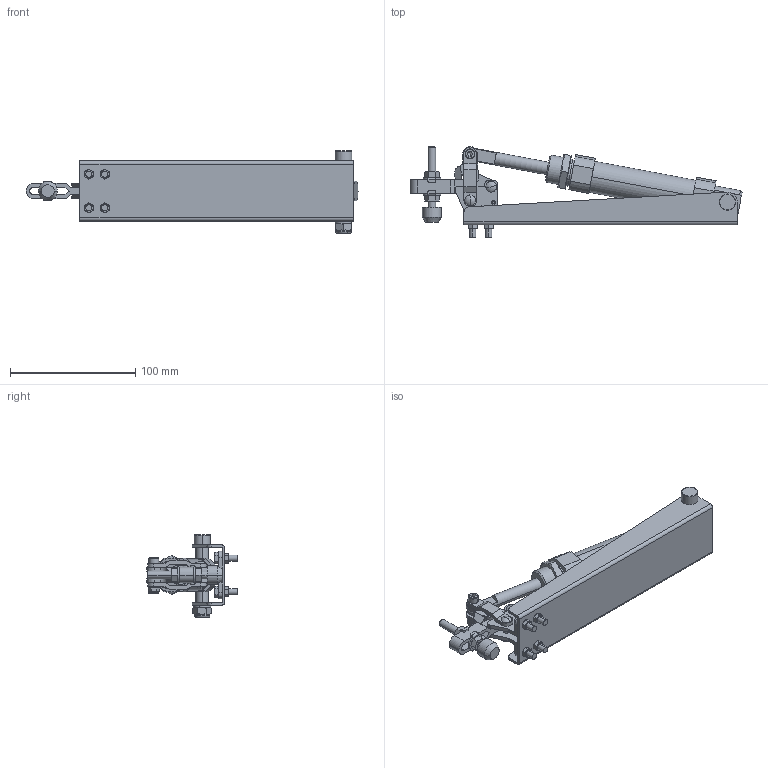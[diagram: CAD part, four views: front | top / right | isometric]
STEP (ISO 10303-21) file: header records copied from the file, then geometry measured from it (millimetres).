
FILE_DESCRIPTION (( 'STEP AP214' ), '1' );
FILE_NAME ('GH-11500-A(Â²¤Æ).STEP', '2020-07-27T02:43:04', ( 'LinWei' ), ( '' ), 'SwSTEP 2.0', 'SolidWorks 2016', '' );
FILE_SCHEMA (( 'AUTOMOTIVE_DESIGN' ));
Length unit declared in the file: millimetre
Products named in the file (8): SDA serial cylinder A_SDA 25×50-1^GH-11500-A(簡化); 111502B08-1^GH-11500-A(簡化); Group7^GH-11500-A(簡化); Group5^GH-11500-A(簡化); Group4^GH-11500-A(簡化); Group2^GH-11500-A(簡化); Group1^GH-11500-A(簡化); GH-11500-A(簡化)
Assembly tree (7 placements, depth 2):
  GH-11500-A(簡化)
    Group1^GH-11500-A(簡化)
    Group2^GH-11500-A(簡化)
    Group4^GH-11500-A(簡化)
    Group5^GH-11500-A(簡化)
    Group7^GH-11500-A(簡化)
    111502B08-1^GH-11500-A(簡化)
    SDA serial cylinder A_SDA 25×50-1^GH-11500-A(簡化)
Bounding box: 264.57 x 72.29 x 65.58 mm (x, y, z)
Volume: 127507.8 mm3; surface area: 87581.2 mm2
Topology: 9 solids, 9 shells, 679 faces, 1654 edges, 1043 vertices
Faces by surface type: plane 305, cylinder 212, cone 138, torus 14, sphere 8, bspline 2
Entity records: 23969 total; most frequent: CARTESIAN_POINT 4844, DIRECTION 3342, ORIENTED_EDGE 3304, EDGE_CURVE 1652, AXIS2_PLACEMENT_3D 1291, VERTEX_POINT 1043, EDGE_LOOP 771, LINE 760
